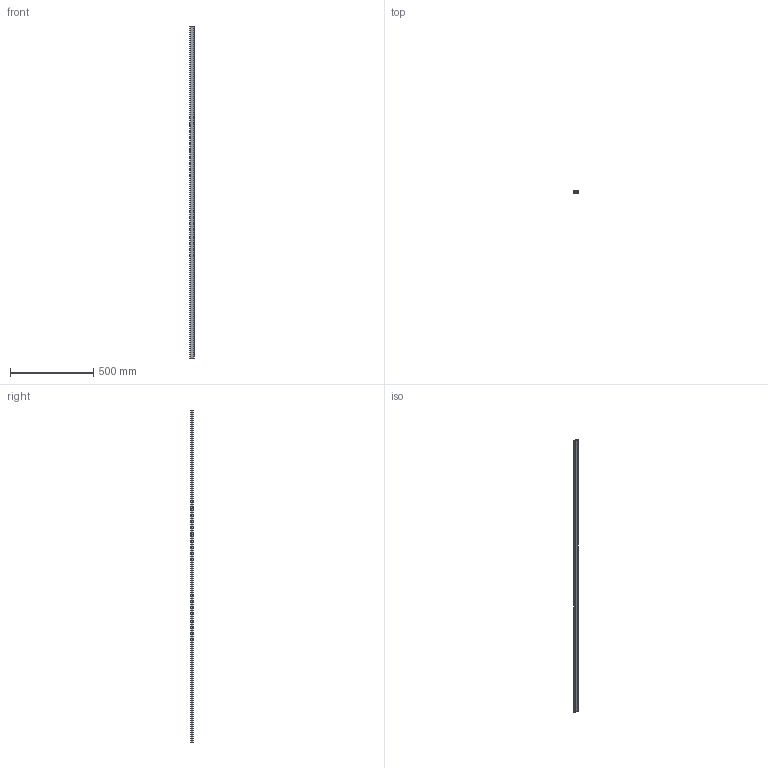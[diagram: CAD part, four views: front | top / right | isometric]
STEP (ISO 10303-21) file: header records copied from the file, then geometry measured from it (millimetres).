
FILE_DESCRIPTION (( 'STEP AP214' ), '1' );
FILE_NAME ('1109022_KSTP1.stp', '2018-07-26T14:14:50', ( '' ), ( '' ), 'SwSTEP 2.0', 'SolidWorks 2016', '' );
FILE_SCHEMA (( 'AUTOMOTIVE_DESIGN' ));
Length unit declared in the file: millimetre
Products named in the file (1): 1109022_KSTP1
Bounding box: 27 x 12.5 x 2000 mm (x, y, z)
Volume: 215376.2 mm3; surface area: 223679.6 mm2
Topology: 1 solids, 1 shells, 152 faces, 385 edges, 246 vertices
Faces by surface type: plane 75, bspline 47, cylinder 30
Entity records: 6955 total; most frequent: CARTESIAN_POINT 3635, ORIENTED_EDGE 770, DIRECTION 515, EDGE_CURVE 385, VERTEX_POINT 246, LINE 211, VECTOR 211, EDGE_LOOP 163
